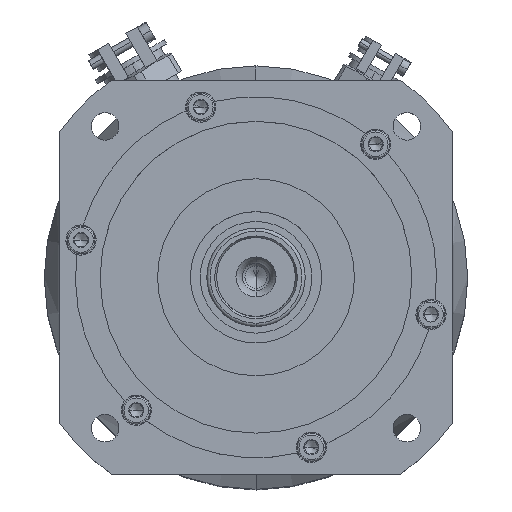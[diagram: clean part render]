
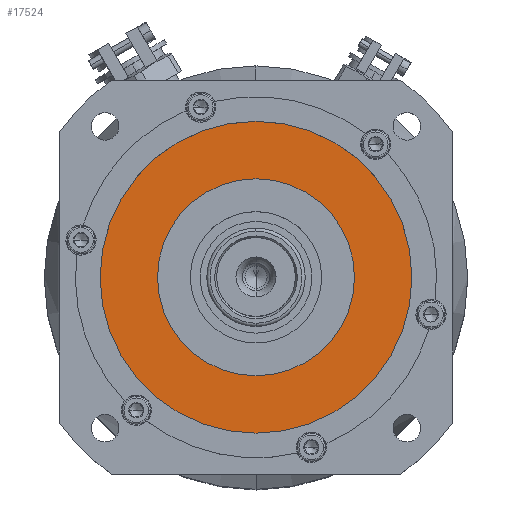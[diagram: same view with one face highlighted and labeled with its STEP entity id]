
A CAD part, top view. The second image highlights one B-rep face of the part: STEP entity #17524.
In plain terms, the highlighted planar face has unit normal (0, 0, 1).
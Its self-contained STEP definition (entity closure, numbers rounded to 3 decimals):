
#3501=CARTESIAN_POINT('',(0.,0.,151.7));
#3502=DIRECTION('',(0.,0.,1.));
#3503=DIRECTION('',(0.,-1.,0.));
#3504=AXIS2_PLACEMENT_3D('',#3501,#3502,#3503);
#3506=CARTESIAN_POINT('',(0.,0.,151.7));
#3507=DIRECTION('',(0.,0.,1.));
#3508=DIRECTION('',(0.,1.,0.));
#3509=AXIS2_PLACEMENT_3D('',#3506,#3507,#3508);
#3511=CARTESIAN_POINT('',(0.,0.,151.7));
#3512=DIRECTION('',(0.,0.,-1.));
#3513=DIRECTION('',(0.,-1.,0.));
#3514=AXIS2_PLACEMENT_3D('',#3511,#3512,#3513);
#3516=CARTESIAN_POINT('',(0.,0.,151.7));
#3517=DIRECTION('',(0.,0.,-1.));
#3518=DIRECTION('',(0.,1.,0.));
#3519=AXIS2_PLACEMENT_3D('',#3516,#3517,#3518);
#13493=CARTESIAN_POINT('',(0.,-47.5,151.7));
#13494=CARTESIAN_POINT('',(0.,47.5,151.7));
#13495=VERTEX_POINT('',#13493);
#13496=VERTEX_POINT('',#13494);
#13497=CARTESIAN_POINT('',(0.,-30.,151.7));
#13498=CARTESIAN_POINT('',(0.,30.,151.7));
#13499=VERTEX_POINT('',#13497);
#13500=VERTEX_POINT('',#13498);
#17509=CARTESIAN_POINT('',(0.,0.,151.7));
#17510=DIRECTION('',(0.,0.,1.));
#17511=DIRECTION('',(0.,-1.,0.));
#17512=AXIS2_PLACEMENT_3D('',#17509,#17510,#17511);
#17513=PLANE('',#17512);
#17514=ORIENTED_EDGE('',*,*,#17502,.F.);
#17515=ORIENTED_EDGE('',*,*,#17488,.F.);
#17516=EDGE_LOOP('',(#17514,#17515));
#17517=FACE_OUTER_BOUND('',#17516,.F.);
#17519=ORIENTED_EDGE('',*,*,#17518,.F.);
#17521=ORIENTED_EDGE('',*,*,#17520,.F.);
#17522=EDGE_LOOP('',(#17519,#17521));
#17523=FACE_BOUND('',#17522,.F.);
#17524=ADVANCED_FACE('',(#17517,#17523),#17513,.T.);
#3505=CIRCLE('',#3504,47.5);
#3510=CIRCLE('',#3509,47.5);
#3515=CIRCLE('',#3514,30.);
#3520=CIRCLE('',#3519,30.);
#17488=EDGE_CURVE('',#13496,#13495,#3510,.T.);
#17502=EDGE_CURVE('',#13495,#13496,#3505,.T.);
#17518=EDGE_CURVE('',#13499,#13500,#3515,.T.);
#17520=EDGE_CURVE('',#13500,#13499,#3520,.T.);
